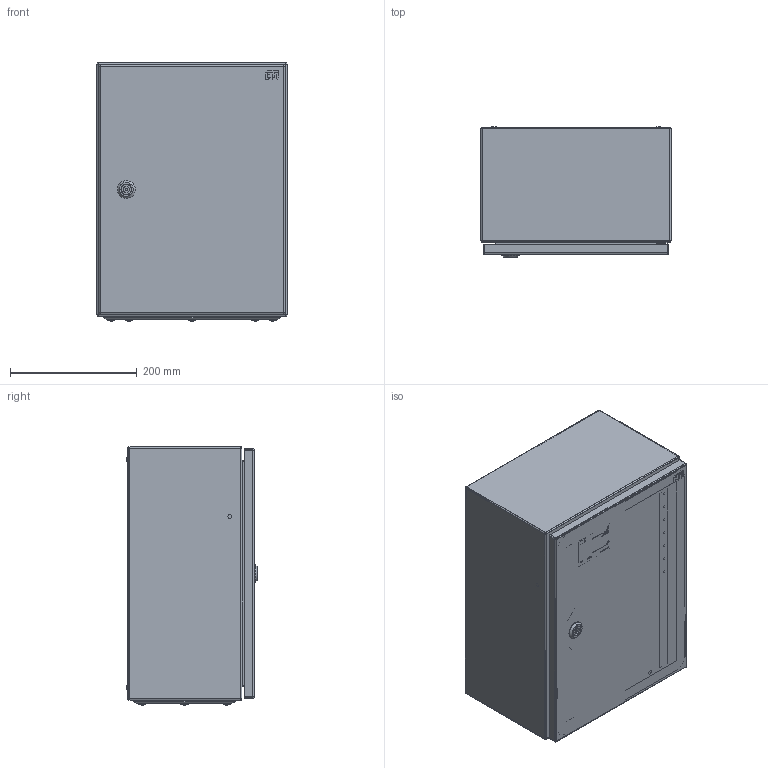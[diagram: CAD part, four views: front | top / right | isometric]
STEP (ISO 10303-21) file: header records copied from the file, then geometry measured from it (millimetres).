
FILE_DESCRIPTION((''),'2;1');
FILE_NAME('GT_40_30_20_ASM','2021-11-04T',('marketing.praksa'),('Audax d.o.o.'),'CREO PARAMETRIC BY PTC INC, 2017480','CREO PARAMETRIC BY PTC INC, 2017480','');
FILE_SCHEMA(('AUTOMOTIVE_DESIGN { 1 0 10303 214 1 1 1 1 }'));
Products named in the file (37): DRZWI_1_2_3_4_5_6_7_8_9_10_1_30; DRZWI_1_2_3_4_5_6_7_8_9_10_1_32; ZAWIAS_3_ST47_002_ELEMENT-374_1; ZAWIAS_3_ST47_002_ELEMENT-374_2; DRZWI_1_2_3_4_5_6_7_8_9_10_1_33; DRZWI_1_2_3_4_5_6_7_8_9_10_1_34; DRZWI_1_2_3_4_5_6_7_8_9_10_1_35; 1_EB_1000-U6_H__KORPUS_1_2_3_11; 1_EB_1000-U6_H__WK_ADKA_1_2__13; 1_EB_1000-U6_H__SRUBA_1_2_3__12; DRZWI_1_2_3_4_5_6_7_8_9_10_1_36; 1_EB_1000-U6_H__NAKR_TKA_1_2_15; DRZWI_1_2_3_4_5_6_7_8_9_10_1_37; ANSI_B27_7M_3CMI-4-37440_1_1_1; DRZWI_1_2_3_4_5_6_7_8_9_10_1_38; DRZWI_1_2_3_4_5_6_7_8_9_10_1_39; ANSI_B27_7M_3CMI-4-37443_1_1_1; DRZWI_1_2_3_4_5_6_7_8_9_10_1_40; ETI_LOGO_1_1_1_1_1_2_3_4_5_6_7_; ETI_LOGO_2_1_1_1_1_2_3_4_5_6_7_; ETI_LOGO_3_1_1_1_1_2_3_4_5_6_7_; KOR_GT_40-30-20_1_1_2_1_1; PRZEPUST_1_2_3_4_5_6_7_1_1_1; ZAWIAS_1_2_3_4_5_6_7_1_1_1; TULEJA_1_2_3_4_5_6_7_1_1_1; PLYTA_1_2_3_4_5_6_7_1_1_1; NAKRETKA_M8_1_2_3_4_5_6_7_1_1_1; ZASLEPKA_10_7_1_2_3_4_5_1_1_1; SCREWS_40-30-20_1_1; SCREWS_40-30-20_1_2; SCREWS_40-30-20_1_3; SCREWS_40-30-20_1_4; SCREWS_40-30-20_1_5; SCREWS_40-30-20_1_6; SCREWS_40-30-20_1_7; SCREWS_40-30-20_1_8; GT_40_30_20_ASM
Assembly tree (46 placements, depth 2):
  GT_40_30_20_ASM
    DRZWI_1_2_3_4_5_6_7_8_9_10_1_30
    DRZWI_1_2_3_4_5_6_7_8_9_10_1_32
    ZAWIAS_3_ST47_002_ELEMENT-374_1
    ZAWIAS_3_ST47_002_ELEMENT-374_2
    DRZWI_1_2_3_4_5_6_7_8_9_10_1_33
    DRZWI_1_2_3_4_5_6_7_8_9_10_1_34
    DRZWI_1_2_3_4_5_6_7_8_9_10_1_35
    1_EB_1000-U6_H__KORPUS_1_2_3_11
    1_EB_1000-U6_H__WK_ADKA_1_2__13
    1_EB_1000-U6_H__SRUBA_1_2_3__12
    DRZWI_1_2_3_4_5_6_7_8_9_10_1_36
    1_EB_1000-U6_H__NAKR_TKA_1_2_15
    DRZWI_1_2_3_4_5_6_7_8_9_10_1_37
    ANSI_B27_7M_3CMI-4-37440_1_1_1
    DRZWI_1_2_3_4_5_6_7_8_9_10_1_38
    DRZWI_1_2_3_4_5_6_7_8_9_10_1_39
    ANSI_B27_7M_3CMI-4-37443_1_1_1
    DRZWI_1_2_3_4_5_6_7_8_9_10_1_40
    ETI_LOGO_1_1_1_1_1_2_3_4_5_6_7_
    ETI_LOGO_2_1_1_1_1_2_3_4_5_6_7_
    ETI_LOGO_3_1_1_1_1_2_3_4_5_6_7_
    KOR_GT_40-30-20_1_1_2_1_1
    PRZEPUST_1_2_3_4_5_6_7_1_1_1
    ZAWIAS_1_2_3_4_5_6_7_1_1_1  x2
    TULEJA_1_2_3_4_5_6_7_1_1_1  x4
    PLYTA_1_2_3_4_5_6_7_1_1_1
    NAKRETKA_M8_1_2_3_4_5_6_7_1_1_1  x4
    ZASLEPKA_10_7_1_2_3_4_5_1_1_1  x4
    SCREWS_40-30-20_1_1
    SCREWS_40-30-20_1_2
    SCREWS_40-30-20_1_3
    SCREWS_40-30-20_1_4
    SCREWS_40-30-20_1_5
    SCREWS_40-30-20_1_6
    SCREWS_40-30-20_1_7
    SCREWS_40-30-20_1_8
Bounding box: 300 x 206.02 x 407.94 mm (x, y, z)
Volume: 1126759.9 mm3; surface area: 1489054.3 mm2
Topology: 46 solids, 46 shells, 2514 faces, 6943 edges, 4633 vertices
Faces by surface type: plane 1117, cylinder 914, extrusion 136, cone 120, torus 116, bspline 65, sphere 46
Entity records: 87612 total; most frequent: CARTESIAN_POINT 17608, DIRECTION 10531, ORIENTED_EDGE 10386, PRESENTATION_STYLE_ASSIGNMENT 5502, STYLED_ITEM 5502, CURVE_STYLE 5193, EDGE_CURVE 5193, AXIS2_PLACEMENT_3D 3850
